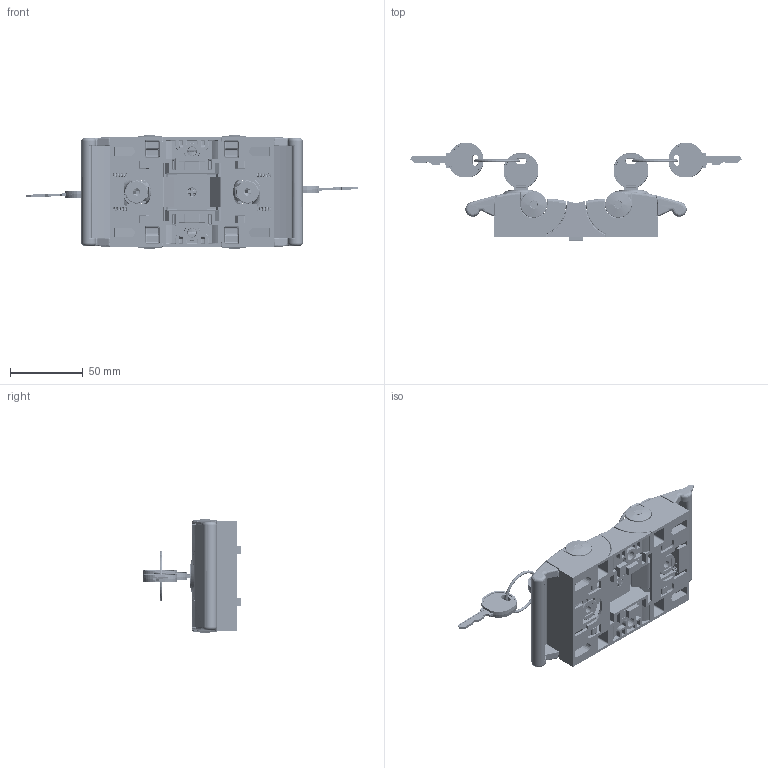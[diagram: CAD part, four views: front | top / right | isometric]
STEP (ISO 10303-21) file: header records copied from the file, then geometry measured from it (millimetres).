
FILE_DESCRIPTION(/* description */ (''),/* implementation_level */ '2;1');
FILE_NAME(/* name */ '13491_KriTec_Doppel-Fallenverschluss, verschiedenschliessend_von_vorne_verschraubbar.stp',/* time_stamp */ '2015-02-03T12:22:42+01:00',/* author */ ('kostic'),/* organization */ (''),/* preprocessor_version */ 'ST-DEVELOPER v15.2',/* originating_system */ 'Autodesk Inventor 2014',/* authorisation */ '');
FILE_SCHEMA (('AUTOMOTIVE_DESIGN { 1 0 10303 214 3 1 1 }'));
Products named in the file (14): 0957420R01; 0957420R02; 093gr14_093 g r14; 0957420_Standard; 0957408R01_0957408R01 arme verlngert; 0957408R03_standard gespiegelt muss sein ; 0957408R04_0957408R04; 0957408R05_Standard; 0957408R16_Standard; 0957401r18_Standard; 0957408R08_0957408R08; 0957408R09_0957408r09; 0957408_0957411R02; 13491_KriTec_Doppel-Fallenverschluss, verschiedenschliessend, von vor
ne verschraubbar
Bounding box: 228.14 x 67.06 x 77.81 mm (x, y, z)
Volume: 149607.8 mm3; surface area: 118539.4 mm2
Topology: 32 solids, 32 shells, 5848 faces, 14674 edges, 8383 vertices
Faces by surface type: cylinder 1870, plane 1861, bspline 1246, sphere 362, torus 350, cone 159
Full cylindrical faces by diameter (mm): 5 x18, 5.474 x2, 5.5 x2, 11.9 x2, 13 x2, 15 x2, 16 x2, 17 x2, 18 x4
Entity records: 126986 total; most frequent: CARTESIAN_POINT 51226, ORIENTED_EDGE 15988, DIRECTION 15140, EDGE_CURVE 7994, AXIS2_PLACEMENT_3D 5881, VERTEX_POINT 4669, EDGE_LOOP 3503, FACE_OUTER_BOUND 3398
